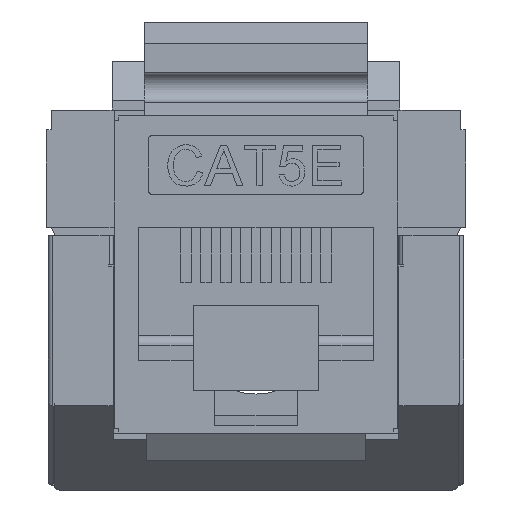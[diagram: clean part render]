
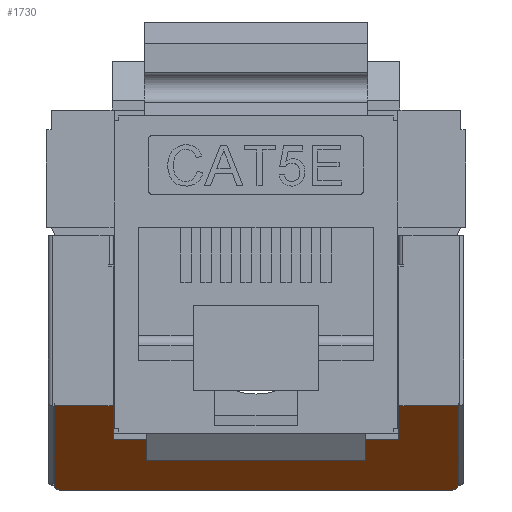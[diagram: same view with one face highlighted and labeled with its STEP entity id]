
A CAD part, left-side view. The second image highlights one B-rep face of the part: STEP entity #1730.
In plain terms, the highlighted face is planar.
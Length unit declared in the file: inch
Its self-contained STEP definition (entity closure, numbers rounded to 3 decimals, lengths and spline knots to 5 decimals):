
#437 = EDGE_CURVE ( 'NONE', #27509, #28948, #10511, .T. ) ;
#447 = ORIENTED_EDGE ( 'NONE', *, *, #20509, .F. ) ;
#1348 = ORIENTED_EDGE ( 'NONE', *, *, #8280, .F. ) ;
#1730 = ADVANCED_FACE ( 'NONE', ( #3609 ), #32976, .F. ) ;
#1922 = LINE ( 'NONE', #15236, #32100 ) ;
#2383 = VECTOR ( 'NONE', #24685, 39.37008 ) ;
#3157 = ORIENTED_EDGE ( 'NONE', *, *, #32652, .F. ) ;
#3372 = ORIENTED_EDGE ( 'NONE', *, *, #437, .T. ) ;
#3609 = FACE_OUTER_BOUND ( 'NONE', #21299, .T. ) ;
#4304 = VECTOR ( 'NONE', #21847, 39.37008 ) ;
#4406 = DIRECTION ( 'NONE',  ( 0.758, 0., 0.652 ) ) ;
#4683 = ORIENTED_EDGE ( 'NONE', *, *, #6898, .F. ) ;
#4990 = CARTESIAN_POINT ( 'NONE',  ( -0.19685, 0.80118, -0.51181 ) ) ;
#5198 = VECTOR ( 'NONE', #30289, 39.37008 ) ;
#5494 = AXIS2_PLACEMENT_3D ( 'NONE', #16550, #8586, #14433 ) ;
#6375 = VECTOR ( 'NONE', #24264, 39.37008 ) ;
#6396 = CARTESIAN_POINT ( 'NONE',  ( -0.07874, 0.11811, -0.41024 ) ) ;
#6898 = EDGE_CURVE ( 'NONE', #27621, #28193, #1922, .T. ) ;
#7210 = LINE ( 'NONE', #9856, #8061 ) ;
#7619 = VERTEX_POINT ( 'NONE', #29878 ) ;
#8061 = VECTOR ( 'NONE', #31088, 39.37008 ) ;
#8280 = EDGE_CURVE ( 'NONE', #25126, #23344, #15393, .T. ) ;
#8362 = CARTESIAN_POINT ( 'NONE',  ( -0.18541, 0., -0.50197 ) ) ;
#8586 = DIRECTION ( 'NONE',  ( -0.652, 0., 0.758 ) ) ;
#9856 = CARTESIAN_POINT ( 'NONE',  ( -0.19685, 0.81299, -0.51181 ) ) ;
#10328 = DIRECTION ( 'NONE',  ( 0., 1., 0. ) ) ;
#10511 = LINE ( 'NONE', #21353, #2383 ) ;
#10614 = LINE ( 'NONE', #13484, #6375 ) ;
#10721 = VECTOR ( 'NONE', #4406, 39.37008 ) ;
#11010 = LINE ( 'NONE', #14376, #5198 ) ;
#11441 = VERTEX_POINT ( 'NONE', #33870 ) ;
#13484 = CARTESIAN_POINT ( 'NONE',  ( -0.19685, 0., -0.51181 ) ) ;
#13600 = EDGE_CURVE ( 'NONE', #16582, #11441, #10614, .T. ) ;
#14376 = CARTESIAN_POINT ( 'NONE',  ( 0., 0.81102, -0.34252 ) ) ;
#14433 = DIRECTION ( 'NONE',  ( 0.758, 0., 0.652 ) ) ;
#15236 = CARTESIAN_POINT ( 'NONE',  ( -0.18541, 0.81102, -0.50197 ) ) ;
#15356 = ORIENTED_EDGE ( 'NONE', *, *, #33318, .F. ) ;
#15393 = LINE ( 'NONE', #23339, #10721 ) ;
#15456 = CARTESIAN_POINT ( 'NONE',  ( -0.19685, 0.80695, -0.51181 ) ) ;
#15682 = CARTESIAN_POINT ( 'NONE',  ( 0., 0.81102, -0.34252 ) ) ;
#16550 = CARTESIAN_POINT ( 'NONE',  ( -0.19685, 0.81102, -0.51181 ) ) ;
#16582 = VERTEX_POINT ( 'NONE', #8362 ) ;
#16940 = CARTESIAN_POINT ( 'NONE',  ( -0.18541, 0., -0.50197 ) ) ;
#17953 =( BOUNDED_CURVE ( )  B_SPLINE_CURVE ( 3, ( #33012, #32845, #27717, #16940 ),
 .UNSPECIFIED., .F., .T. ) 
 B_SPLINE_CURVE_WITH_KNOTS ( ( 4, 4 ),
 ( 0., 1.5708 ),
 .UNSPECIFIED. ) 
 CURVE ( )  GEOMETRIC_REPRESENTATION_ITEM ( )  RATIONAL_B_SPLINE_CURVE ( ( 1., 0.805, 0.805, 1. ) ) 
 REPRESENTATION_ITEM ( '' )  );
#18189 = EDGE_CURVE ( 'NONE', #11441, #7619, #11010, .T. ) ;
#18368 = LINE ( 'NONE', #26501, #26815 ) ;
#18762 = VERTEX_POINT ( 'NONE', #28036 ) ;
#19463 = ORIENTED_EDGE ( 'NONE', *, *, #18189, .F. ) ;
#19789 = CARTESIAN_POINT ( 'NONE',  ( -0.07874, 0.69291, -0.41024 ) ) ;
#20509 = EDGE_CURVE ( 'NONE', #34086, #25126, #18368, .T. ) ;
#20649 = ORIENTED_EDGE ( 'NONE', *, *, #24860, .F. ) ;
#21299 = EDGE_LOOP ( 'NONE', ( #1348, #447, #20649, #19463, #30700, #15356, #3372, #31090, #4683, #3157, #21344 ) ) ;
#21344 = ORIENTED_EDGE ( 'NONE', *, *, #29252, .F. ) ;
#21353 = CARTESIAN_POINT ( 'NONE',  ( -0.19685, 0.81102, -0.51181 ) ) ;
#21847 = DIRECTION ( 'NONE',  ( -0.758, 0., -0.652 ) ) ;
#23339 = CARTESIAN_POINT ( 'NONE',  ( -0.19685, 0.69291, -0.51181 ) ) ;
#23344 = VERTEX_POINT ( 'NONE', #29524 ) ;
#24202 = CARTESIAN_POINT ( 'NONE',  ( -0.19685, 0.00984, -0.51181 ) ) ;
#24264 = DIRECTION ( 'NONE',  ( 0.758, 0., 0.652 ) ) ;
#24685 = DIRECTION ( 'NONE',  ( 0., 1., 0. ) ) ;
#24860 = EDGE_CURVE ( 'NONE', #7619, #34086, #32784, .T. ) ;
#25126 = VERTEX_POINT ( 'NONE', #19789 ) ;
#26004 = DIRECTION ( 'NONE',  ( 0., -1., 0. ) ) ;
#26084 = LINE ( 'NONE', #15682, #32292 ) ;
#26218 = CARTESIAN_POINT ( 'NONE',  ( -0.18541, 0.81102, -0.50197 ) ) ;
#26501 = CARTESIAN_POINT ( 'NONE',  ( -0.07874, 0.81102, -0.41024 ) ) ;
#26815 = VECTOR ( 'NONE', #31473, 39.37008 ) ;
#27509 = VERTEX_POINT ( 'NONE', #24202 ) ;
#27621 = VERTEX_POINT ( 'NONE', #34451 ) ;
#27717 = CARTESIAN_POINT ( 'NONE',  ( -0.19211, 0., -0.50773 ) ) ;
#27782 = CARTESIAN_POINT ( 'NONE',  ( -0.19685, 0.80118, -0.51181 ) ) ;
#28036 = CARTESIAN_POINT ( 'NONE',  ( 0., 0.81299, -0.34252 ) ) ;
#28193 = VERTEX_POINT ( 'NONE', #29143 ) ;
#28948 = VERTEX_POINT ( 'NONE', #27782 ) ;
#29143 = CARTESIAN_POINT ( 'NONE',  ( -0.18541, 0.81102, -0.50197 ) ) ;
#29252 = EDGE_CURVE ( 'NONE', #23344, #18762, #26084, .T. ) ;
#29524 = CARTESIAN_POINT ( 'NONE',  ( 0., 0.69291, -0.34252 ) ) ;
#29878 = CARTESIAN_POINT ( 'NONE',  ( 0., 0.11811, -0.34252 ) ) ;
#29968 = CARTESIAN_POINT ( 'NONE',  ( -0.19685, 0.11811, -0.51181 ) ) ;
#30289 = DIRECTION ( 'NONE',  ( 0., 1., 0. ) ) ;
#30700 = ORIENTED_EDGE ( 'NONE', *, *, #13600, .F. ) ;
#31088 = DIRECTION ( 'NONE',  ( -0.758, 0., -0.652 ) ) ;
#31090 = ORIENTED_EDGE ( 'NONE', *, *, #32063, .F. ) ;
#31277 =( BOUNDED_CURVE ( )  B_SPLINE_CURVE ( 3, ( #26218, #34345, #15456, #4990 ),
 .UNSPECIFIED., .F., .T. ) 
 B_SPLINE_CURVE_WITH_KNOTS ( ( 4, 4 ),
 ( 1.5708, 3.14159 ),
 .UNSPECIFIED. ) 
 CURVE ( )  GEOMETRIC_REPRESENTATION_ITEM ( )  RATIONAL_B_SPLINE_CURVE ( ( 1., 0.805, 0.805, 1. ) ) 
 REPRESENTATION_ITEM ( '' )  );
#31473 = DIRECTION ( 'NONE',  ( 0., 1., 0. ) ) ;
#32063 = EDGE_CURVE ( 'NONE', #28193, #28948, #31277, .T. ) ;
#32100 = VECTOR ( 'NONE', #26004, 39.37008 ) ;
#32292 = VECTOR ( 'NONE', #10328, 39.37008 ) ;
#32652 = EDGE_CURVE ( 'NONE', #18762, #27621, #7210, .T. ) ;
#32784 = LINE ( 'NONE', #29968, #4304 ) ;
#32845 = CARTESIAN_POINT ( 'NONE',  ( -0.19685, 0.00408, -0.51181 ) ) ;
#32976 = PLANE ( 'NONE',  #5494 ) ;
#33012 = CARTESIAN_POINT ( 'NONE',  ( -0.19685, 0.00984, -0.51181 ) ) ;
#33318 = EDGE_CURVE ( 'NONE', #27509, #16582, #17953, .T. ) ;
#33870 = CARTESIAN_POINT ( 'NONE',  ( 0., 0., -0.34252 ) ) ;
#34086 = VERTEX_POINT ( 'NONE', #6396 ) ;
#34345 = CARTESIAN_POINT ( 'NONE',  ( -0.19211, 0.81102, -0.50773 ) ) ;
#34451 = CARTESIAN_POINT ( 'NONE',  ( -0.18541, 0.81299, -0.50197 ) ) ;
